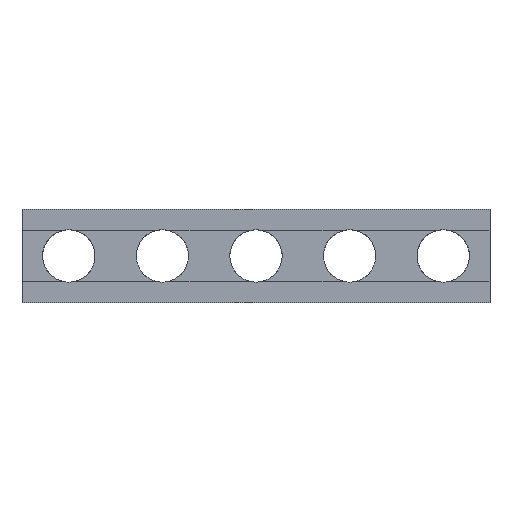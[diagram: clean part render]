
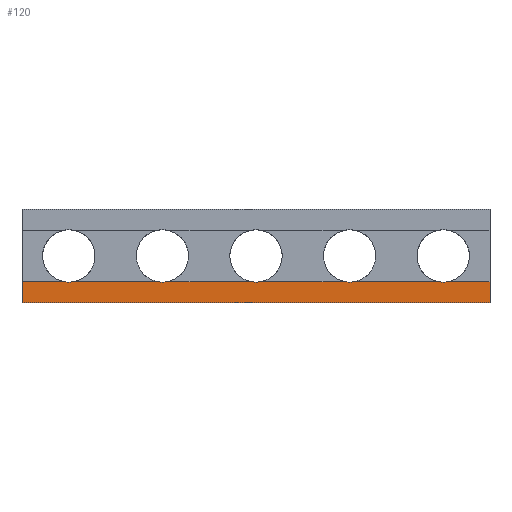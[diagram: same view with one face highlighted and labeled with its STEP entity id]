
A CAD part, top view. The second image highlights one B-rep face of the part: STEP entity #120.
In plain terms, the highlighted planar face has unit normal (0, 0, 1).
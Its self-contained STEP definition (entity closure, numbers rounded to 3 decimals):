
#85 = DIRECTION ( 'NONE',  ( -1., 0., 0. ) ) ;
#113 = EDGE_LOOP ( 'NONE', ( #3933, #4162, #609, #3872, #1735, #4650, #3553, #3393, #808, #4088, #3007, #614, #389, #4784 ) ) ;
#119 = CARTESIAN_POINT ( 'NONE',  ( 0., 2.85, 12.7 ) ) ;
#120 = ADVANCED_FACE ( 'NONE', ( #3197 ), #2751, .F. ) ;
#213 = CARTESIAN_POINT ( 'NONE',  ( 63.5, 2.85, 12.7 ) ) ;
#255 = CARTESIAN_POINT ( 'NONE',  ( 5.756, 2.85, 12.7 ) ) ;
#344 = CARTESIAN_POINT ( 'NONE',  ( 0., 0., 12.7 ) ) ;
#389 = ORIENTED_EDGE ( 'NONE', *, *, #3350, .T. ) ;
#397 = EDGE_CURVE ( 'NONE', #3209, #2538, #3271, .T. ) ;
#421 = VERTEX_POINT ( 'NONE', #3846 ) ;
#496 = CARTESIAN_POINT ( 'NONE',  ( 0., 0., 12.7 ) ) ;
#538 = EDGE_CURVE ( 'NONE', #1367, #2485, #1347, .T. ) ;
#579 = CIRCLE ( 'NONE', #4945, 3.55 ) ;
#609 = ORIENTED_EDGE ( 'NONE', *, *, #1218, .T. ) ;
#614 = ORIENTED_EDGE ( 'NONE', *, *, #1455, .F. ) ;
#726 = AXIS2_PLACEMENT_3D ( 'NONE', #4707, #2203, #5131 ) ;
#763 = DIRECTION ( 'NONE',  ( 1., 0., 0. ) ) ;
#794 = VECTOR ( 'NONE', #3309, 1000. ) ;
#808 = ORIENTED_EDGE ( 'NONE', *, *, #2426, .T. ) ;
#868 = VECTOR ( 'NONE', #3713, 1000. ) ;
#894 = CARTESIAN_POINT ( 'NONE',  ( 0., 2.85, 12.7 ) ) ;
#930 = LINE ( 'NONE', #2884, #794 ) ;
#992 = AXIS2_PLACEMENT_3D ( 'NONE', #2046, #4959, #2457 ) ;
#1008 = VECTOR ( 'NONE', #1327, 1000. ) ;
#1100 = VERTEX_POINT ( 'NONE', #5073 ) ;
#1218 = EDGE_CURVE ( 'NONE', #3775, #2485, #2076, .T. ) ;
#1246 = AXIS2_PLACEMENT_3D ( 'NONE', #4201, #1676, #4607 ) ;
#1327 = DIRECTION ( 'NONE',  ( 1., 0., 0. ) ) ;
#1347 = LINE ( 'NONE', #3583, #1473 ) ;
#1359 = CARTESIAN_POINT ( 'NONE',  ( 56.556, 2.85, 12.7 ) ) ;
#1367 = VERTEX_POINT ( 'NONE', #4966 ) ;
#1455 = EDGE_CURVE ( 'NONE', #3184, #4838, #4237, .T. ) ;
#1473 = VECTOR ( 'NONE', #2743, 1000. ) ;
#1476 = CIRCLE ( 'NONE', #726, 3.55 ) ;
#1676 = DIRECTION ( 'NONE',  ( 0., 0., -1. ) ) ;
#1721 = EDGE_CURVE ( 'NONE', #3861, #4777, #930, .T. ) ;
#1735 = ORIENTED_EDGE ( 'NONE', *, *, #2271, .T. ) ;
#1748 = DIRECTION ( 'NONE',  ( 0., 0., -1. ) ) ;
#1870 = LINE ( 'NONE', #344, #3983 ) ;
#1900 = AXIS2_PLACEMENT_3D ( 'NONE', #2026, #2448, #5385 ) ;
#1952 = VECTOR ( 'NONE', #3083, 1000. ) ;
#2026 = CARTESIAN_POINT ( 'NONE',  ( 0., 0., 12.7 ) ) ;
#2046 = CARTESIAN_POINT ( 'NONE',  ( 44.45, 6.35, 12.7 ) ) ;
#2060 = CARTESIAN_POINT ( 'NONE',  ( 6.944, 2.85, 12.7 ) ) ;
#2076 = CIRCLE ( 'NONE', #1246, 3.55 ) ;
#2092 = DIRECTION ( 'NONE',  ( 1., 0., 0. ) ) ;
#2203 = DIRECTION ( 'NONE',  ( 0., 0., -1. ) ) ;
#2228 = CARTESIAN_POINT ( 'NONE',  ( 63.5, 0., 12.7 ) ) ;
#2271 = EDGE_CURVE ( 'NONE', #1367, #2538, #3502, .T. ) ;
#2353 = CARTESIAN_POINT ( 'NONE',  ( 18.456, 2.85, 12.7 ) ) ;
#2356 = EDGE_CURVE ( 'NONE', #1100, #4796, #4226, .T. ) ;
#2426 = EDGE_CURVE ( 'NONE', #1100, #3977, #579, .T. ) ;
#2437 = CARTESIAN_POINT ( 'NONE',  ( 0., 2.85, 12.7 ) ) ;
#2448 = DIRECTION ( 'NONE',  ( 0., 0., -1. ) ) ;
#2457 = DIRECTION ( 'NONE',  ( -1., 0., 0. ) ) ;
#2485 = VERTEX_POINT ( 'NONE', #1359 ) ;
#2538 = VERTEX_POINT ( 'NONE', #2666 ) ;
#2630 = DIRECTION ( 'NONE',  ( 0., 0., -1. ) ) ;
#2666 = CARTESIAN_POINT ( 'NONE',  ( 43.856, 2.85, 12.7 ) ) ;
#2743 = DIRECTION ( 'NONE',  ( 1., 0., 0. ) ) ;
#2744 = LINE ( 'NONE', #4016, #3728 ) ;
#2751 = PLANE ( 'NONE',  #1900 ) ;
#2808 = LINE ( 'NONE', #119, #1952 ) ;
#2884 = CARTESIAN_POINT ( 'NONE',  ( 63.5, 0., 12.7 ) ) ;
#2935 = AXIS2_PLACEMENT_3D ( 'NONE', #5133, #2630, #85 ) ;
#2956 = CARTESIAN_POINT ( 'NONE',  ( 0., 2.85, 12.7 ) ) ;
#3007 = ORIENTED_EDGE ( 'NONE', *, *, #4172, .T. ) ;
#3074 = VECTOR ( 'NONE', #4278, 1000. ) ;
#3083 = DIRECTION ( 'NONE',  ( 1., 0., 0. ) ) ;
#3176 = CARTESIAN_POINT ( 'NONE',  ( 31.156, 2.85, 12.7 ) ) ;
#3184 = VERTEX_POINT ( 'NONE', #2437 ) ;
#3197 = FACE_OUTER_BOUND ( 'NONE', #113, .T. ) ;
#3209 = VERTEX_POINT ( 'NONE', #4595 ) ;
#3271 = LINE ( 'NONE', #894, #1008 ) ;
#3299 = CARTESIAN_POINT ( 'NONE',  ( 0., 2.85, 12.7 ) ) ;
#3309 = DIRECTION ( 'NONE',  ( 0., 1., 0. ) ) ;
#3350 = EDGE_CURVE ( 'NONE', #3184, #421, #5315, .T. ) ;
#3393 = ORIENTED_EDGE ( 'NONE', *, *, #2356, .F. ) ;
#3502 = CIRCLE ( 'NONE', #992, 3.55 ) ;
#3553 = ORIENTED_EDGE ( 'NONE', *, *, #5390, .T. ) ;
#3583 = CARTESIAN_POINT ( 'NONE',  ( 0., 2.85, 12.7 ) ) ;
#3713 = DIRECTION ( 'NONE',  ( 1., 0., 0. ) ) ;
#3728 = VECTOR ( 'NONE', #4845, 1000. ) ;
#3775 = VERTEX_POINT ( 'NONE', #3859 ) ;
#3846 = CARTESIAN_POINT ( 'NONE',  ( 0., 0., 12.7 ) ) ;
#3859 = CARTESIAN_POINT ( 'NONE',  ( 57.744, 2.85, 12.7 ) ) ;
#3861 = VERTEX_POINT ( 'NONE', #2228 ) ;
#3872 = ORIENTED_EDGE ( 'NONE', *, *, #538, .F. ) ;
#3874 = EDGE_CURVE ( 'NONE', #3775, #4777, #2808, .T. ) ;
#3933 = ORIENTED_EDGE ( 'NONE', *, *, #1721, .T. ) ;
#3977 = VERTEX_POINT ( 'NONE', #2353 ) ;
#3983 = VECTOR ( 'NONE', #763, 1000. ) ;
#4016 = CARTESIAN_POINT ( 'NONE',  ( 0., 2.85, 12.7 ) ) ;
#4088 = ORIENTED_EDGE ( 'NONE', *, *, #4774, .F. ) ;
#4162 = ORIENTED_EDGE ( 'NONE', *, *, #3874, .F. ) ;
#4172 = EDGE_CURVE ( 'NONE', #4450, #4838, #1476, .T. ) ;
#4174 = CIRCLE ( 'NONE', #2935, 3.55 ) ;
#4201 = CARTESIAN_POINT ( 'NONE',  ( 57.15, 6.35, 12.7 ) ) ;
#4226 = LINE ( 'NONE', #2956, #5342 ) ;
#4237 = LINE ( 'NONE', #3299, #868 ) ;
#4275 = CARTESIAN_POINT ( 'NONE',  ( 19.05, 6.35, 12.7 ) ) ;
#4278 = DIRECTION ( 'NONE',  ( 0., -1., 0. ) ) ;
#4450 = VERTEX_POINT ( 'NONE', #2060 ) ;
#4595 = CARTESIAN_POINT ( 'NONE',  ( 32.344, 2.85, 12.7 ) ) ;
#4607 = DIRECTION ( 'NONE',  ( -1., 0., 0. ) ) ;
#4650 = ORIENTED_EDGE ( 'NONE', *, *, #397, .F. ) ;
#4674 = DIRECTION ( 'NONE',  ( -1., 0., 0. ) ) ;
#4707 = CARTESIAN_POINT ( 'NONE',  ( 6.35, 6.35, 12.7 ) ) ;
#4774 = EDGE_CURVE ( 'NONE', #4450, #3977, #2744, .T. ) ;
#4777 = VERTEX_POINT ( 'NONE', #213 ) ;
#4784 = ORIENTED_EDGE ( 'NONE', *, *, #5202, .T. ) ;
#4796 = VERTEX_POINT ( 'NONE', #3176 ) ;
#4838 = VERTEX_POINT ( 'NONE', #255 ) ;
#4845 = DIRECTION ( 'NONE',  ( 1., 0., 0. ) ) ;
#4945 = AXIS2_PLACEMENT_3D ( 'NONE', #4275, #1748, #4674 ) ;
#4959 = DIRECTION ( 'NONE',  ( 0., 0., -1. ) ) ;
#4966 = CARTESIAN_POINT ( 'NONE',  ( 45.044, 2.85, 12.7 ) ) ;
#5073 = CARTESIAN_POINT ( 'NONE',  ( 19.644, 2.85, 12.7 ) ) ;
#5131 = DIRECTION ( 'NONE',  ( -1., 0., 0. ) ) ;
#5133 = CARTESIAN_POINT ( 'NONE',  ( 31.75, 6.35, 12.7 ) ) ;
#5202 = EDGE_CURVE ( 'NONE', #421, #3861, #1870, .T. ) ;
#5315 = LINE ( 'NONE', #496, #3074 ) ;
#5342 = VECTOR ( 'NONE', #2092, 1000. ) ;
#5385 = DIRECTION ( 'NONE',  ( -1., 0., 0. ) ) ;
#5390 = EDGE_CURVE ( 'NONE', #3209, #4796, #4174, .T. ) ;
